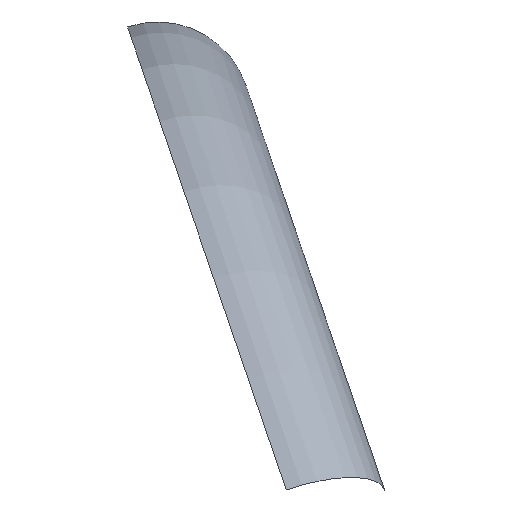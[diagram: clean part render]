
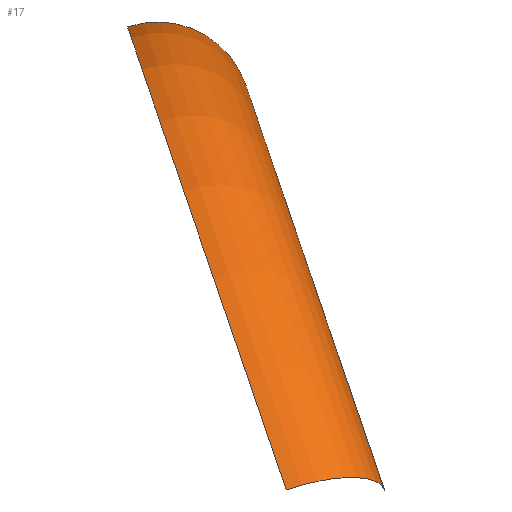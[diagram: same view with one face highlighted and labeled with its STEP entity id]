
A CAD part, left-side view. The second image highlights one B-rep face of the part: STEP entity #17.
In plain terms, the highlighted toroidal (fillet/blend) face has major radius 10.5 mm and minor radius 1.5 mm.
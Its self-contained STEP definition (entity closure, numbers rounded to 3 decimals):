
#17 = ADVANCED_FACE('',(#18),#33,.T.);
#18 = FACE_BOUND('',#19,.T.);
#19 = EDGE_LOOP('',(#20,#66,#105,#144));
#20 = ORIENTED_EDGE('',*,*,#21,.F.);
#21 = EDGE_CURVE('',#22,#24,#26,.T.);
#22 = VERTEX_POINT('',#23);
#23 = CARTESIAN_POINT('',(-9.865,-0.793,
    0.));
#24 = VERTEX_POINT('',#25);
#25 = CARTESIAN_POINT('',(-11.276,0.793,
    0.));
#26 = SURFACE_CURVE('',#27,(#32),.PCURVE_S1.);
#27 = CIRCLE('',#28,1.5);
#28 = AXIS2_PLACEMENT_3D('',#29,#30,#31);
#29 = CARTESIAN_POINT('',(-9.867,0.627,-0.485
    ));
#30 = DIRECTION('',(-0.342,-0.304,-0.889));
#31 = DIRECTION('',(0.001,-0.946,0.324));
#32 = PCURVE('',#33,#38);
#33 = TOROIDAL_SURFACE('',#34,10.5,1.5);
#34 = AXIS2_PLACEMENT_3D('',#35,#36,#37);
#35 = CARTESIAN_POINT('',(0.,-0.537,
    -3.883));
#36 = DIRECTION('',(0.,-0.946,0.324)
  );
#37 = DIRECTION('',(-0.945,0.106,0.31));
#38 = DEFINITIONAL_REPRESENTATION('',(#39),#65);
#39 = B_SPLINE_CURVE_WITH_KNOTS('',3,(#40,#41,#42,#43,#44,#45,#46,#47,
    #48,#49,#50,#51,#52,#53,#54,#55,#56,#57,#58,#59,#60,#61,#62,#63,#64)
  ,.UNSPECIFIED.,.F.,.F.,(4,1,1,1,1,1,1,1,1,1,1,1,1,1,1,1,1,1,1,1,1,1,4)
  ,(0.,0.071,0.143,0.214,0.286,
    0.357,0.429,0.5,0.572,
    0.643,0.715,0.786,0.858,
    0.929,1.,1.072,1.143,
    1.215,1.286,1.358,1.429,
    1.501,1.572),.QUASI_UNIFORM_KNOTS.);
#40 = CARTESIAN_POINT('',(6.269,1.572));
#41 = CARTESIAN_POINT('',(6.269,1.548));
#42 = CARTESIAN_POINT('',(6.269,1.501));
#43 = CARTESIAN_POINT('',(6.269,1.429));
#44 = CARTESIAN_POINT('',(6.269,1.358));
#45 = CARTESIAN_POINT('',(6.269,1.286));
#46 = CARTESIAN_POINT('',(6.269,1.215));
#47 = CARTESIAN_POINT('',(6.269,1.143));
#48 = CARTESIAN_POINT('',(6.269,1.072));
#49 = CARTESIAN_POINT('',(6.269,1.));
#50 = CARTESIAN_POINT('',(6.269,0.929));
#51 = CARTESIAN_POINT('',(6.269,0.858));
#52 = CARTESIAN_POINT('',(6.269,0.786));
#53 = CARTESIAN_POINT('',(6.269,0.715));
#54 = CARTESIAN_POINT('',(6.269,0.643));
#55 = CARTESIAN_POINT('',(6.269,0.572));
#56 = CARTESIAN_POINT('',(6.269,0.5));
#57 = CARTESIAN_POINT('',(6.269,0.429));
#58 = CARTESIAN_POINT('',(6.269,0.357));
#59 = CARTESIAN_POINT('',(6.269,0.286));
#60 = CARTESIAN_POINT('',(6.269,0.214));
#61 = CARTESIAN_POINT('',(6.269,0.143));
#62 = CARTESIAN_POINT('',(6.269,0.071));
#63 = CARTESIAN_POINT('',(6.269,0.024));
#64 = CARTESIAN_POINT('',(6.269,0.));
#65 = ( GEOMETRIC_REPRESENTATION_CONTEXT(2) 
PARAMETRIC_REPRESENTATION_CONTEXT() REPRESENTATION_CONTEXT('2D SPACE',''
  ) );
#66 = ORIENTED_EDGE('',*,*,#67,.F.);
#67 = EDGE_CURVE('',#68,#22,#70,.T.);
#68 = VERTEX_POINT('',#69);
#69 = CARTESIAN_POINT('',(9.865,-0.793,
    0.));
#70 = SURFACE_CURVE('',#71,(#76),.PCURVE_S1.);
#71 = CIRCLE('',#72,10.498);
#72 = AXIS2_PLACEMENT_3D('',#73,#74,#75);
#73 = CARTESIAN_POINT('',(0.,-1.956,
    -3.397));
#74 = DIRECTION('',(0.,-0.946,0.324)
  );
#75 = DIRECTION('',(0.94,0.111,0.324));
#76 = PCURVE('',#33,#77);
#77 = DEFINITIONAL_REPRESENTATION('',(#78),#104);
#78 = B_SPLINE_CURVE_WITH_KNOTS('',3,(#79,#80,#81,#82,#83,#84,#85,#86,
    #87,#88,#89,#90,#91,#92,#93,#94,#95,#96,#97,#98,#99,#100,#101,#102,
    #103),.UNSPECIFIED.,.F.,.F.,(4,1,1,1,1,1,1,1,1,1,1,1,1,1,1,1,1,1,1,1
    ,1,1,4),(0.,0.111,0.222,0.333,
    0.444,0.555,0.666,0.777,
    0.889,1.,1.111,1.222,
    1.333,1.444,1.555,1.666,
    1.777,1.888,1.999,2.11,
    2.221,2.332,2.443),
  .QUASI_UNIFORM_KNOTS.);
#79 = CARTESIAN_POINT('',(3.825,1.572));
#80 = CARTESIAN_POINT('',(3.862,1.572));
#81 = CARTESIAN_POINT('',(3.936,1.572));
#82 = CARTESIAN_POINT('',(4.047,1.572));
#83 = CARTESIAN_POINT('',(4.158,1.572));
#84 = CARTESIAN_POINT('',(4.269,1.572));
#85 = CARTESIAN_POINT('',(4.38,1.572));
#86 = CARTESIAN_POINT('',(4.491,1.572));
#87 = CARTESIAN_POINT('',(4.603,1.572));
#88 = CARTESIAN_POINT('',(4.714,1.572));
#89 = CARTESIAN_POINT('',(4.825,1.572));
#90 = CARTESIAN_POINT('',(4.936,1.572));
#91 = CARTESIAN_POINT('',(5.047,1.572));
#92 = CARTESIAN_POINT('',(5.158,1.572));
#93 = CARTESIAN_POINT('',(5.269,1.572));
#94 = CARTESIAN_POINT('',(5.38,1.572));
#95 = CARTESIAN_POINT('',(5.491,1.572));
#96 = CARTESIAN_POINT('',(5.602,1.572));
#97 = CARTESIAN_POINT('',(5.713,1.572));
#98 = CARTESIAN_POINT('',(5.824,1.572));
#99 = CARTESIAN_POINT('',(5.935,1.572));
#100 = CARTESIAN_POINT('',(6.046,1.572));
#101 = CARTESIAN_POINT('',(6.157,1.572));
#102 = CARTESIAN_POINT('',(6.231,1.572));
#103 = CARTESIAN_POINT('',(6.269,1.572));
#104 = ( GEOMETRIC_REPRESENTATION_CONTEXT(2) 
PARAMETRIC_REPRESENTATION_CONTEXT() REPRESENTATION_CONTEXT('2D SPACE',''
  ) );
#105 = ORIENTED_EDGE('',*,*,#106,.F.);
#106 = EDGE_CURVE('',#107,#68,#109,.T.);
#107 = VERTEX_POINT('',#108);
#108 = CARTESIAN_POINT('',(11.276,0.793,
    0.));
#109 = SURFACE_CURVE('',#110,(#115),.PCURVE_S1.);
#110 = CIRCLE('',#111,1.5);
#111 = AXIS2_PLACEMENT_3D('',#112,#113,#114);
#112 = CARTESIAN_POINT('',(9.867,0.627,-0.485
    ));
#113 = DIRECTION('',(0.342,-0.304,-0.889));
#114 = DIRECTION('',(0.94,0.111,0.324));
#115 = PCURVE('',#33,#116);
#116 = DEFINITIONAL_REPRESENTATION('',(#117),#143);
#117 = B_SPLINE_CURVE_WITH_KNOTS('',3,(#118,#119,#120,#121,#122,#123,
    #124,#125,#126,#127,#128,#129,#130,#131,#132,#133,#134,#135,#136,
    #137,#138,#139,#140,#141,#142),.UNSPECIFIED.,.F.,.F.,(4,1,1,1,1,1,1,
    1,1,1,1,1,1,1,1,1,1,1,1,1,1,1,4),(0.,0.071,
    0.143,0.214,0.286,0.357,
    0.429,0.5,0.572,0.643,
    0.715,0.786,0.858,0.929,
    1.,1.072,1.143,1.215,
    1.286,1.358,1.429,1.501,
    1.572),.QUASI_UNIFORM_KNOTS.);
#118 = CARTESIAN_POINT('',(3.825,0.));
#119 = CARTESIAN_POINT('',(3.825,0.024));
#120 = CARTESIAN_POINT('',(3.825,0.071));
#121 = CARTESIAN_POINT('',(3.825,0.143));
#122 = CARTESIAN_POINT('',(3.825,0.214));
#123 = CARTESIAN_POINT('',(3.825,0.286));
#124 = CARTESIAN_POINT('',(3.825,0.357));
#125 = CARTESIAN_POINT('',(3.825,0.429));
#126 = CARTESIAN_POINT('',(3.825,0.5));
#127 = CARTESIAN_POINT('',(3.825,0.572));
#128 = CARTESIAN_POINT('',(3.825,0.643));
#129 = CARTESIAN_POINT('',(3.825,0.715));
#130 = CARTESIAN_POINT('',(3.825,0.786));
#131 = CARTESIAN_POINT('',(3.825,0.858));
#132 = CARTESIAN_POINT('',(3.825,0.929));
#133 = CARTESIAN_POINT('',(3.825,1.));
#134 = CARTESIAN_POINT('',(3.825,1.072));
#135 = CARTESIAN_POINT('',(3.825,1.143));
#136 = CARTESIAN_POINT('',(3.825,1.215));
#137 = CARTESIAN_POINT('',(3.825,1.286));
#138 = CARTESIAN_POINT('',(3.825,1.358));
#139 = CARTESIAN_POINT('',(3.825,1.429));
#140 = CARTESIAN_POINT('',(3.825,1.501));
#141 = CARTESIAN_POINT('',(3.825,1.548));
#142 = CARTESIAN_POINT('',(3.825,1.572));
#143 = ( GEOMETRIC_REPRESENTATION_CONTEXT(2) 
PARAMETRIC_REPRESENTATION_CONTEXT() REPRESENTATION_CONTEXT('2D SPACE',''
  ) );
#144 = ORIENTED_EDGE('',*,*,#145,.F.);
#145 = EDGE_CURVE('',#24,#107,#146,.T.);
#146 = SURFACE_CURVE('',#147,(#152),.PCURVE_S1.);
#147 = CIRCLE('',#148,12.);
#148 = AXIS2_PLACEMENT_3D('',#149,#150,#151);
#149 = CARTESIAN_POINT('',(0.,-0.537,
    -3.883));
#150 = DIRECTION('',(0.,0.946,-0.324)
  );
#151 = DIRECTION('',(-0.94,0.111,0.324));
#152 = PCURVE('',#33,#153);
#153 = DEFINITIONAL_REPRESENTATION('',(#154),#180);
#154 = B_SPLINE_CURVE_WITH_KNOTS('',3,(#155,#156,#157,#158,#159,#160,
    #161,#162,#163,#164,#165,#166,#167,#168,#169,#170,#171,#172,#173,
    #174,#175,#176,#177,#178,#179),.UNSPECIFIED.,.F.,.F.,(4,1,1,1,1,1,1,
    1,1,1,1,1,1,1,1,1,1,1,1,1,1,1,4),(0.,0.111,0.222,
    0.333,0.444,0.555,0.666,
    0.777,0.889,1.,1.111,
    1.222,1.333,1.444,1.555,
    1.666,1.777,1.888,1.999,
    2.11,2.221,2.332,2.443),
  .QUASI_UNIFORM_KNOTS.);
#155 = CARTESIAN_POINT('',(6.269,0.));
#156 = CARTESIAN_POINT('',(6.231,0.));
#157 = CARTESIAN_POINT('',(6.157,0.));
#158 = CARTESIAN_POINT('',(6.046,0.));
#159 = CARTESIAN_POINT('',(5.935,0.));
#160 = CARTESIAN_POINT('',(5.824,0.));
#161 = CARTESIAN_POINT('',(5.713,0.));
#162 = CARTESIAN_POINT('',(5.602,0.));
#163 = CARTESIAN_POINT('',(5.491,0.));
#164 = CARTESIAN_POINT('',(5.38,0.));
#165 = CARTESIAN_POINT('',(5.269,0.));
#166 = CARTESIAN_POINT('',(5.158,0.));
#167 = CARTESIAN_POINT('',(5.047,0.));
#168 = CARTESIAN_POINT('',(4.936,0.));
#169 = CARTESIAN_POINT('',(4.825,0.));
#170 = CARTESIAN_POINT('',(4.714,0.));
#171 = CARTESIAN_POINT('',(4.603,0.));
#172 = CARTESIAN_POINT('',(4.491,0.));
#173 = CARTESIAN_POINT('',(4.38,0.));
#174 = CARTESIAN_POINT('',(4.269,0.));
#175 = CARTESIAN_POINT('',(4.158,0.));
#176 = CARTESIAN_POINT('',(4.047,0.));
#177 = CARTESIAN_POINT('',(3.936,0.));
#178 = CARTESIAN_POINT('',(3.862,0.));
#179 = CARTESIAN_POINT('',(3.825,0.));
#180 = ( GEOMETRIC_REPRESENTATION_CONTEXT(2) 
PARAMETRIC_REPRESENTATION_CONTEXT() REPRESENTATION_CONTEXT('2D SPACE',''
  ) );
